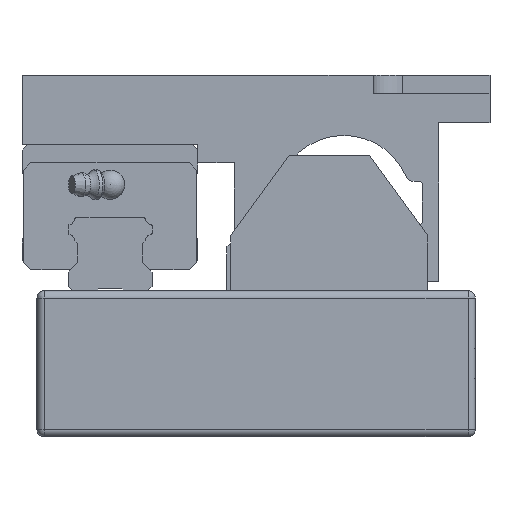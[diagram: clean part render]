
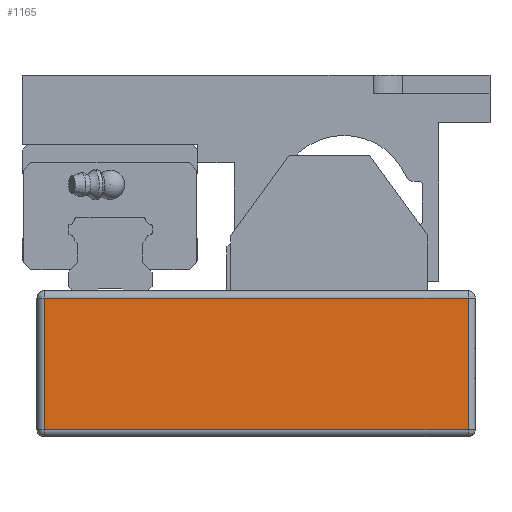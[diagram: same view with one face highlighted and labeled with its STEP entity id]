
A CAD part, left-side view. The second image highlights one B-rep face of the part: STEP entity #1165.
In plain terms, the highlighted planar face has unit normal (-1, 0, 0).
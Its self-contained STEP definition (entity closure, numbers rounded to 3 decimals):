
#1165 = ADVANCED_FACE( '', ( #2470 ), #2471, .T. );
#2470 = FACE_OUTER_BOUND( '', #3933, .T. );
#2471 = PLANE( '', #3934 );
#3933 = EDGE_LOOP( '', ( #7173, #7174, #7175, #7176 ) );
#3934 = AXIS2_PLACEMENT_3D( '', #7177, #7178, #7179 );
#7173 = ORIENTED_EDGE( '', *, *, #8445, .F. );
#7174 = ORIENTED_EDGE( '', *, *, #7901, .F. );
#7175 = ORIENTED_EDGE( '', *, *, #8400, .F. );
#7176 = ORIENTED_EDGE( '', *, *, #7984, .F. );
#7177 = CARTESIAN_POINT( '', ( -393., 58., 38. ) );
#7178 = DIRECTION( '', ( -1., 0., 0. ) );
#7179 = DIRECTION( '', ( 0., 0., 1. ) );
#7901 = EDGE_CURVE( '', #9416, #9418, #9419, .T. );
#7984 = EDGE_CURVE( '', #9493, #9567, #9568, .T. );
#8400 = EDGE_CURVE( '', #9567, #9416, #10227, .T. );
#8445 = EDGE_CURVE( '', #9418, #9493, #10298, .T. );
#9416 = VERTEX_POINT( '', #11560 );
#9418 = VERTEX_POINT( '', #11562 );
#9419 = LINE( '', #11563, #11564 );
#9493 = VERTEX_POINT( '', #11661 );
#9567 = VERTEX_POINT( '', #11758 );
#9568 = LINE( '', #11759, #11760 );
#10227 = LINE( '', #12746, #12747 );
#10298 = LINE( '', #12834, #12835 );
#11560 = CARTESIAN_POINT( '', ( -393., -58., 2. ) );
#11562 = CARTESIAN_POINT( '', ( -393., 58., 2. ) );
#11563 = CARTESIAN_POINT( '', ( -393., 58., 2. ) );
#11564 = VECTOR( '', #14312, 1000. );
#11661 = CARTESIAN_POINT( '', ( -393., 58., 38. ) );
#11758 = CARTESIAN_POINT( '', ( -393., -58., 38. ) );
#11759 = CARTESIAN_POINT( '', ( -393., -58., 38. ) );
#11760 = VECTOR( '', #14434, 1000. );
#12746 = CARTESIAN_POINT( '', ( -393., -58., 2. ) );
#12747 = VECTOR( '', #14915, 1000. );
#12834 = CARTESIAN_POINT( '', ( -393., 58., 38. ) );
#12835 = VECTOR( '', #14977, 1000. );
#14312 = DIRECTION( '', ( 0., 1., 0. ) );
#14434 = DIRECTION( '', ( 0., -1., 0. ) );
#14915 = DIRECTION( '', ( 0., 0., -1. ) );
#14977 = DIRECTION( '', ( 0., 0., 1. ) );
